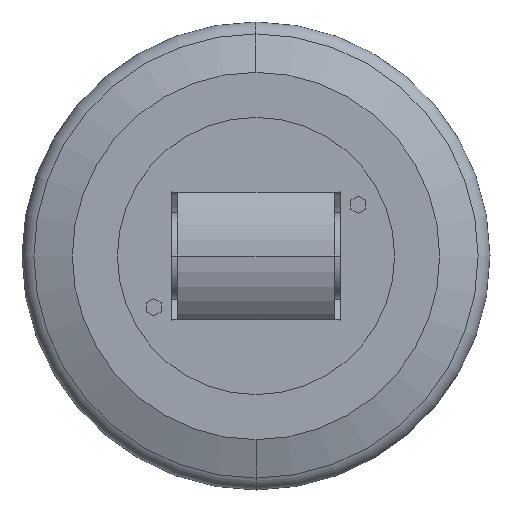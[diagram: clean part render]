
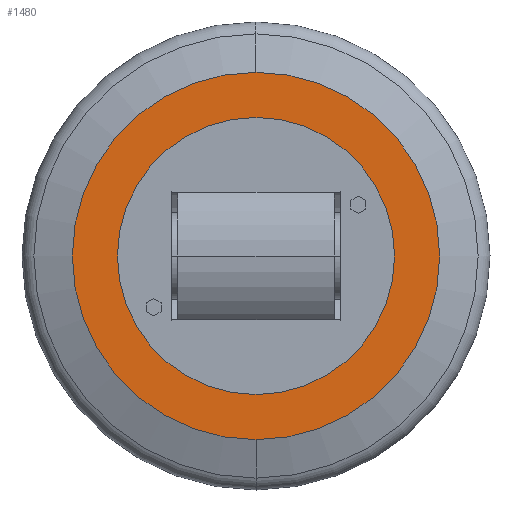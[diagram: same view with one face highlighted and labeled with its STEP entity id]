
A CAD part, left-side view. The second image highlights one B-rep face of the part: STEP entity #1480.
In plain terms, the highlighted planar face has unit normal (-1, 0, 0).
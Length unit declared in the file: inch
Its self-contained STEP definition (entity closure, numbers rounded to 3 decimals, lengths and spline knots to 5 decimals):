
#224 = DIRECTION ( 'NONE',  ( 0., 0., 1. ) ) ;
#240 = FACE_OUTER_BOUND ( 'NONE', #2263, .T. ) ;
#319 = CIRCLE ( 'NONE', #2569, 0.90551 ) ;
#412 = DIRECTION ( 'NONE',  ( 1., 0., 0. ) ) ;
#434 = DIRECTION ( 'NONE',  ( 1., 0., 0. ) ) ;
#448 = DIRECTION ( 'NONE',  ( 0., 0., 1. ) ) ;
#459 = CIRCLE ( 'NONE', #2362, 0.90551 ) ;
#566 = ORIENTED_EDGE ( 'NONE', *, *, #2234, .F. ) ;
#1125 = CARTESIAN_POINT ( 'NONE',  ( 0.1971, 0., -1.20079 ) ) ;
#1178 = VERTEX_POINT ( 'NONE', #2518 ) ;
#1259 = CIRCLE ( 'NONE', #1402, 1.20079 ) ;
#1320 = CARTESIAN_POINT ( 'NONE',  ( 0.1971, 0., 0. ) ) ;
#1338 = EDGE_CURVE ( 'NONE', #1178, #1581, #459, .T. ) ;
#1394 = AXIS2_PLACEMENT_3D ( 'NONE', #1320, #412, #2279 ) ;
#1402 = AXIS2_PLACEMENT_3D ( 'NONE', #2983, #2023, #448 ) ;
#1421 = VERTEX_POINT ( 'NONE', #2525 ) ;
#1480 = ADVANCED_FACE ( 'NONE', ( #240, #2589 ), #1851, .F. ) ;
#1559 = DIRECTION ( 'NONE',  ( 1., 0., 0. ) ) ;
#1581 = VERTEX_POINT ( 'NONE', #2653 ) ;
#1627 = ORIENTED_EDGE ( 'NONE', *, *, #1338, .T. ) ;
#1716 = ORIENTED_EDGE ( 'NONE', *, *, #2674, .F. ) ;
#1819 = DIRECTION ( 'NONE',  ( 0., 0., 1. ) ) ;
#1851 = PLANE ( 'NONE',  #2410 ) ;
#2023 = DIRECTION ( 'NONE',  ( 1., 0., 0. ) ) ;
#2088 = CARTESIAN_POINT ( 'NONE',  ( 0.1971, 0., 0. ) ) ;
#2096 = EDGE_LOOP ( 'NONE', ( #2669, #1627 ) ) ;
#2149 = DIRECTION ( 'NONE',  ( 1., 0., 0. ) ) ;
#2181 = VERTEX_POINT ( 'NONE', #1125 ) ;
#2234 = EDGE_CURVE ( 'NONE', #1421, #2181, #2936, .T. ) ;
#2263 = EDGE_LOOP ( 'NONE', ( #566, #1716 ) ) ;
#2279 = DIRECTION ( 'NONE',  ( 0., 0., 1. ) ) ;
#2296 = CARTESIAN_POINT ( 'NONE',  ( 0.1971, -0.90551, 0. ) ) ;
#2362 = AXIS2_PLACEMENT_3D ( 'NONE', #2375, #2149, #2387 ) ;
#2375 = CARTESIAN_POINT ( 'NONE',  ( 0.1971, 0., 0. ) ) ;
#2387 = DIRECTION ( 'NONE',  ( 0., 0., 1. ) ) ;
#2410 = AXIS2_PLACEMENT_3D ( 'NONE', #2296, #434, #224 ) ;
#2518 = CARTESIAN_POINT ( 'NONE',  ( 0.1971, 0., -0.90551 ) ) ;
#2525 = CARTESIAN_POINT ( 'NONE',  ( 0.1971, 0., 1.20079 ) ) ;
#2569 = AXIS2_PLACEMENT_3D ( 'NONE', #2088, #1559, #1819 ) ;
#2589 = FACE_BOUND ( 'NONE', #2096, .T. ) ;
#2653 = CARTESIAN_POINT ( 'NONE',  ( 0.1971, 0., 0.90551 ) ) ;
#2669 = ORIENTED_EDGE ( 'NONE', *, *, #2670, .T. ) ;
#2670 = EDGE_CURVE ( 'NONE', #1581, #1178, #319, .T. ) ;
#2674 = EDGE_CURVE ( 'NONE', #2181, #1421, #1259, .T. ) ;
#2936 = CIRCLE ( 'NONE', #1394, 1.20079 ) ;
#2983 = CARTESIAN_POINT ( 'NONE',  ( 0.1971, 0., 0. ) ) ;
